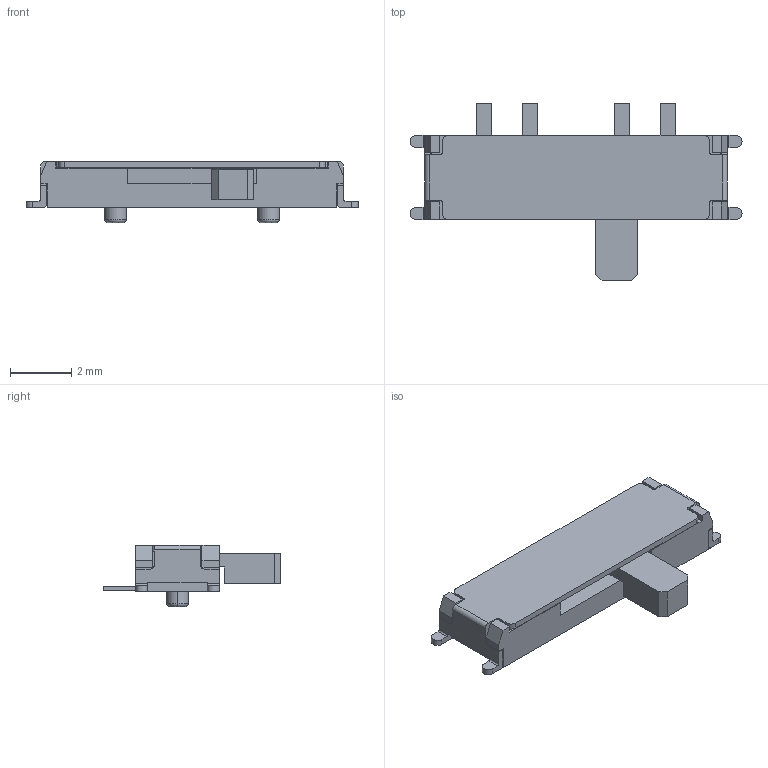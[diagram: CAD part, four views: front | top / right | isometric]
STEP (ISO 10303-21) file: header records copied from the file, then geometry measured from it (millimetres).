
FILE_DESCRIPTION (( 'STEP AP214' ), '1' );
FILE_NAME ('MSK13C02.STEP', '2022-04-07T08:35:05', ( '' ), ( '' ), 'SwSTEP 2.0', 'SolidWorks 2020', '' );
FILE_SCHEMA (( 'AUTOMOTIVE_DESIGN' ));
Length unit declared in the file: millimetre
Products named in the file (1): MSK13C02
Bounding box: 10.85 x 5.8 x 2 mm (x, y, z)
Surface area: 181.1 mm2 (no closed solid volume)
Topology: 0 solids, 3 shells, 247 faces, 802 edges, 554 vertices
Faces by surface type: plane 213, cylinder 30, torus 4
Entity records: 11380 total; most frequent: CARTESIAN_POINT 1604, ORIENTED_EDGE 1422, DIRECTION 1366, EDGE_CURVE 802, VECTOR 734, LINE 734, VERTEX_POINT 554, AXIS2_PLACEMENT_3D 316
